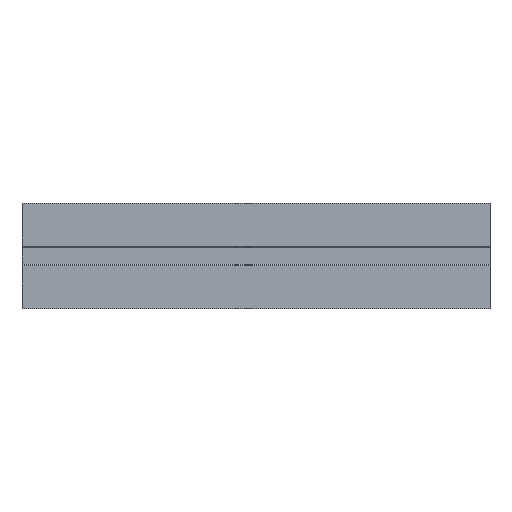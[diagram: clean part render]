
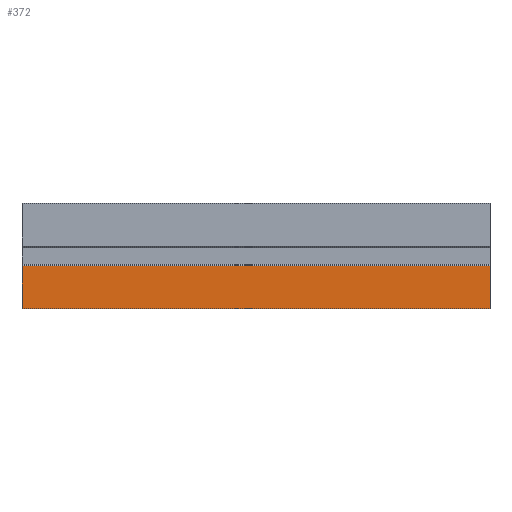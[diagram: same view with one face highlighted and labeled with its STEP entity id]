
A CAD part, top view. The second image highlights one B-rep face of the part: STEP entity #372.
In plain terms, the highlighted planar face has unit normal (0, 0, 1).
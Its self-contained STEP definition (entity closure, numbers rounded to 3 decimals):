
#175 = EDGE_CURVE ( 'NONE', #1086, #2138, #913, .T. ) ;
#284 = AXIS2_PLACEMENT_3D ( 'NONE', #670, #2108, #1917 ) ;
#348 = EDGE_CURVE ( 'NONE', #2183, #538, #383, .T. ) ;
#361 = EDGE_CURVE ( 'NONE', #538, #2138, #2114, .T. ) ;
#372 = ADVANCED_FACE ( 'NONE', ( #2061 ), #1928, .F. ) ;
#383 = LINE ( 'NONE', #981, #1643 ) ;
#440 = VECTOR ( 'NONE', #1006, 1000. ) ;
#458 = EDGE_CURVE ( 'NONE', #2183, #1086, #1631, .T. ) ;
#528 = EDGE_LOOP ( 'NONE', ( #795, #2059, #1166, #1961 ) ) ;
#538 = VERTEX_POINT ( 'NONE', #1464 ) ;
#670 = CARTESIAN_POINT ( 'NONE',  ( 200., 0., 0. ) ) ;
#680 = CARTESIAN_POINT ( 'NONE',  ( 0., 0., 0. ) ) ;
#694 = DIRECTION ( 'NONE',  ( 0., -1., 0. ) ) ;
#795 = ORIENTED_EDGE ( 'NONE', *, *, #361, .T. ) ;
#826 = CARTESIAN_POINT ( 'NONE',  ( 0., 0., 0. ) ) ;
#913 = LINE ( 'NONE', #1352, #440 ) ;
#981 = CARTESIAN_POINT ( 'NONE',  ( 200., 18.35, 0. ) ) ;
#1006 = DIRECTION ( 'NONE',  ( -1., 0., 0. ) ) ;
#1086 = VERTEX_POINT ( 'NONE', #1437 ) ;
#1166 = ORIENTED_EDGE ( 'NONE', *, *, #458, .F. ) ;
#1256 = CARTESIAN_POINT ( 'NONE',  ( 200., 0., 0. ) ) ;
#1352 = CARTESIAN_POINT ( 'NONE',  ( 200., 0., 0. ) ) ;
#1437 = CARTESIAN_POINT ( 'NONE',  ( 200., 0., 0. ) ) ;
#1464 = CARTESIAN_POINT ( 'NONE',  ( 0., 18.35, 0. ) ) ;
#1631 = LINE ( 'NONE', #1256, #1878 ) ;
#1643 = VECTOR ( 'NONE', #2064, 1000. ) ;
#1697 = VECTOR ( 'NONE', #1892, 1000. ) ;
#1878 = VECTOR ( 'NONE', #694, 1000. ) ;
#1892 = DIRECTION ( 'NONE',  ( 0., -1., 0. ) ) ;
#1917 = DIRECTION ( 'NONE',  ( -1., 0., 0. ) ) ;
#1928 = PLANE ( 'NONE',  #284 ) ;
#1961 = ORIENTED_EDGE ( 'NONE', *, *, #348, .T. ) ;
#2059 = ORIENTED_EDGE ( 'NONE', *, *, #175, .F. ) ;
#2060 = CARTESIAN_POINT ( 'NONE',  ( 200., 18.35, 0. ) ) ;
#2061 = FACE_OUTER_BOUND ( 'NONE', #528, .T. ) ;
#2064 = DIRECTION ( 'NONE',  ( -1., 0., 0. ) ) ;
#2108 = DIRECTION ( 'NONE',  ( 0., 0., -1. ) ) ;
#2114 = LINE ( 'NONE', #680, #1697 ) ;
#2138 = VERTEX_POINT ( 'NONE', #826 ) ;
#2183 = VERTEX_POINT ( 'NONE', #2060 ) ;
